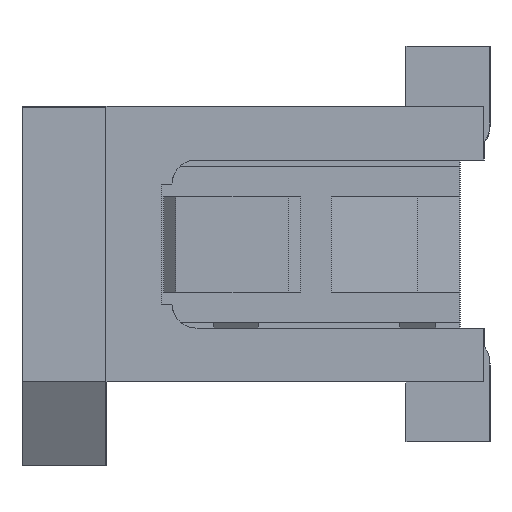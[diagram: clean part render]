
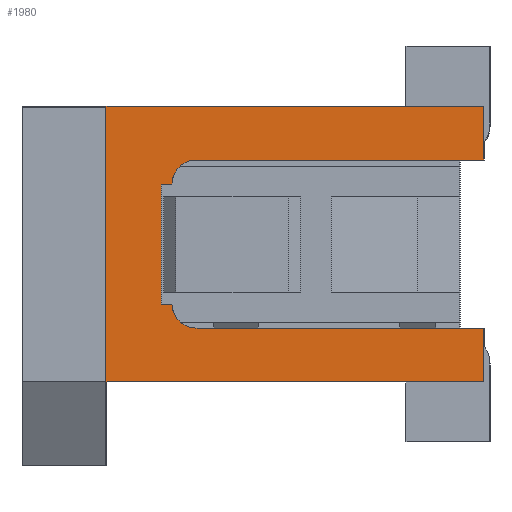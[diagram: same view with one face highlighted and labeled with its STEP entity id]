
A CAD part, left-side view. The second image highlights one B-rep face of the part: STEP entity #1980.
In plain terms, the highlighted planar face has unit normal (-1, 0, 0).
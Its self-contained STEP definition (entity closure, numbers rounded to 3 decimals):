
#152=CARTESIAN_POINT('',(-11.45,3.2,-1.15));
#153=VERTEX_POINT('',#152);
#160=CARTESIAN_POINT('',(-11.45,3.2,1.14));
#161=VERTEX_POINT('',#160);
#162=CARTESIAN_POINT('',(-11.45,3.2,1.15));
#163=DIRECTION('',(0.,0.,-1.));
#164=VECTOR('',#163,2.3);
#165=LINE('',#162,#164);
#166=EDGE_CURVE('',#161,#153,#165,.T.);
#474=CARTESIAN_POINT('',(-11.45,3.2,1.15));
#475=VERTEX_POINT('',#474);
#482=CARTESIAN_POINT('',(-11.45,0.05,1.15));
#483=VERTEX_POINT('',#482);
#484=CARTESIAN_POINT('',(-11.45,3.2,1.15));
#485=DIRECTION('',(0.,-1.,0.));
#486=VECTOR('',#485,3.15);
#487=LINE('',#484,#486);
#488=EDGE_CURVE('',#475,#483,#487,.T.);
#1652=CARTESIAN_POINT('',(-11.45,3.2,1.15));
#1653=DIRECTION('',(0.,0.,-1.));
#1654=VECTOR('',#1653,2.3);
#1655=LINE('',#1652,#1654);
#1656=EDGE_CURVE('',#475,#161,#1655,.T.);
#1890=CARTESIAN_POINT('',(-11.45,0.,0.));
#1891=DIRECTION('',(1.,0.,0.));
#1892=DIRECTION('',(0.,0.,-1.));
#1893=AXIS2_PLACEMENT_3D('',#1890,#1891,#1892);
#1894=PLANE('',#1893);
#1895=CARTESIAN_POINT('',(-11.45,0.05,-0.7));
#1896=VERTEX_POINT('',#1895);
#1897=CARTESIAN_POINT('',(-11.45,0.05,-1.15));
#1898=VERTEX_POINT('',#1897);
#1899=CARTESIAN_POINT('',(-11.45,0.05,-0.7));
#1900=DIRECTION('',(0.,0.,-1.));
#1901=VECTOR('',#1900,0.45);
#1902=LINE('',#1899,#1901);
#1903=EDGE_CURVE('',#1896,#1898,#1902,.T.);
#1904=ORIENTED_EDGE('',*,*,#1903,.F.);
#1905=CARTESIAN_POINT('',(-11.45,2.45,-0.7));
#1906=VERTEX_POINT('',#1905);
#1907=CARTESIAN_POINT('',(-11.45,0.05,-0.7));
#1908=DIRECTION('',(0.,1.,0.));
#1909=VECTOR('',#1908,2.4);
#1910=LINE('',#1907,#1909);
#1911=EDGE_CURVE('',#1896,#1906,#1910,.T.);
#1912=ORIENTED_EDGE('',*,*,#1911,.T.);
#1913=CARTESIAN_POINT('',(-11.45,2.65,-0.5));
#1914=VERTEX_POINT('',#1913);
#1915=CARTESIAN_POINT('',(-11.45,2.45,-0.5));
#1916=DIRECTION('',(-1.,0.,0.));
#1917=DIRECTION('',(0.,1.,0.));
#1918=AXIS2_PLACEMENT_3D('',#1915,#1916,#1917);
#1919=CIRCLE('',#1918,0.2);
#1920=EDGE_CURVE('',#1914,#1906,#1919,.T.);
#1921=ORIENTED_EDGE('',*,*,#1920,.F.);
#1922=CARTESIAN_POINT('',(-11.45,2.738,-0.5));
#1923=VERTEX_POINT('',#1922);
#1924=CARTESIAN_POINT('',(-11.45,2.738,-0.5));
#1925=DIRECTION('',(0.,-1.,0.));
#1926=VECTOR('',#1925,0.088);
#1927=LINE('',#1924,#1926);
#1928=EDGE_CURVE('',#1923,#1914,#1927,.T.);
#1929=ORIENTED_EDGE('',*,*,#1928,.F.);
#1930=CARTESIAN_POINT('',(-11.45,2.738,0.5));
#1931=VERTEX_POINT('',#1930);
#1932=CARTESIAN_POINT('',(-11.45,2.738,0.5));
#1933=DIRECTION('',(0.,0.,-1.));
#1934=VECTOR('',#1933,1.);
#1935=LINE('',#1932,#1934);
#1936=EDGE_CURVE('',#1931,#1923,#1935,.T.);
#1937=ORIENTED_EDGE('',*,*,#1936,.F.);
#1938=CARTESIAN_POINT('',(-11.45,2.65,0.5));
#1939=VERTEX_POINT('',#1938);
#1940=CARTESIAN_POINT('',(-11.45,2.65,0.5));
#1941=DIRECTION('',(0.,1.,0.));
#1942=VECTOR('',#1941,0.088);
#1943=LINE('',#1940,#1942);
#1944=EDGE_CURVE('',#1939,#1931,#1943,.T.);
#1945=ORIENTED_EDGE('',*,*,#1944,.F.);
#1946=CARTESIAN_POINT('',(-11.45,2.45,0.7));
#1947=VERTEX_POINT('',#1946);
#1948=CARTESIAN_POINT('',(-11.45,2.45,0.5));
#1949=DIRECTION('',(-1.,0.,0.));
#1950=DIRECTION('',(0.,0.,1.));
#1951=AXIS2_PLACEMENT_3D('',#1948,#1949,#1950);
#1952=CIRCLE('',#1951,0.2);
#1953=EDGE_CURVE('',#1947,#1939,#1952,.T.);
#1954=ORIENTED_EDGE('',*,*,#1953,.F.);
#1955=CARTESIAN_POINT('',(-11.45,0.05,0.7));
#1956=VERTEX_POINT('',#1955);
#1957=CARTESIAN_POINT('',(-11.45,2.45,0.7));
#1958=DIRECTION('',(0.,-1.,0.));
#1959=VECTOR('',#1958,2.4);
#1960=LINE('',#1957,#1959);
#1961=EDGE_CURVE('',#1947,#1956,#1960,.T.);
#1962=ORIENTED_EDGE('',*,*,#1961,.T.);
#1963=CARTESIAN_POINT('',(-11.45,0.05,1.15));
#1964=DIRECTION('',(0.,0.,-1.));
#1965=VECTOR('',#1964,0.45);
#1966=LINE('',#1963,#1965);
#1967=EDGE_CURVE('',#483,#1956,#1966,.T.);
#1968=ORIENTED_EDGE('',*,*,#1967,.F.);
#1969=ORIENTED_EDGE('',*,*,#488,.F.);
#1970=ORIENTED_EDGE('',*,*,#1656,.T.);
#1971=ORIENTED_EDGE('',*,*,#166,.T.);
#1972=CARTESIAN_POINT('',(-11.45,0.05,-1.15));
#1973=DIRECTION('',(0.,1.,0.));
#1974=VECTOR('',#1973,3.15);
#1975=LINE('',#1972,#1974);
#1976=EDGE_CURVE('',#1898,#153,#1975,.T.);
#1977=ORIENTED_EDGE('',*,*,#1976,.F.);
#1978=EDGE_LOOP('',(#1904,#1912,#1921,#1929,#1937,#1945,#1954,#1962,#1968,#1969,#1970,#1971,#1977));
#1979=FACE_BOUND('',#1978,.T.);
#1980=ADVANCED_FACE('',(#1979),#1894,.F.);
